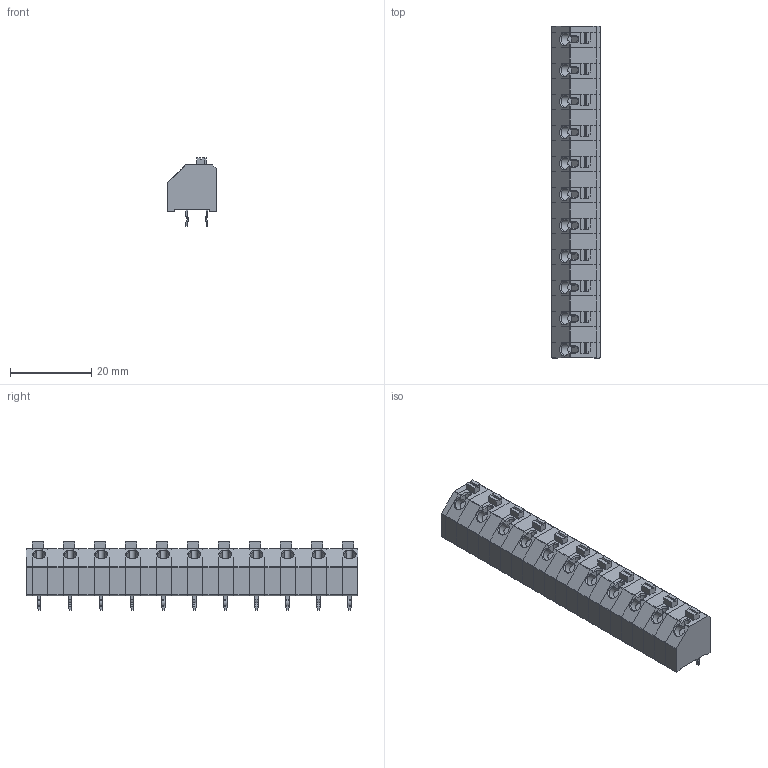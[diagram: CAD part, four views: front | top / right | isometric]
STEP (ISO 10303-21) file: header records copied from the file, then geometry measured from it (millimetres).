
FILE_DESCRIPTION(/* description */ ('Unknown'),/* implementation_level */ '2;1');
FILE_NAME(/* name */ '691412420011M',/* time_stamp */ '2017-03-23T12:31:31+01:00',/* author */ ('Unknown'),/* organization */ ('Unknown'),/* preprocessor_version */ 'ST-DEVELOPER v16.7',/* originating_system */ 'DEX',/* authorisation */ $);
FILE_SCHEMA (('AUTOMOTIVE_DESIGN {1 0 10303 214 3 1 1}'));
Length unit declared in the file: millimetre
Products named in the file (5): 6914124200xxM; MRT24P7.62V02_CNT4; MRT24P7.62V02_CNT3; MRT24P7.62V02_CNT5; MRT24P7.62V02_SX1
Assembly tree (22 placements, depth 2):
  6914124200xxM
    MRT24P7.62V02_CNT4  x6
    MRT24P7.62V02_CNT3  x10
    MRT24P7.62V02_CNT5  x5
    MRT24P7.62V02_SX1
Bounding box: 12 x 81.51 x 16.8 mm (x, y, z)
Volume: 9898.5 mm3; surface area: 9704.4 mm2
Topology: 22 solids, 22 shells, 992 faces, 2707 edges, 1787 vertices
Faces by surface type: plane 632, cylinder 333, cone 27
Entity records: 8304 total; most frequent: CARTESIAN_POINT 1210, DIRECTION 1198, ORIENTED_EDGE 1116, EDGE_CURVE 558, AXIS2_PLACEMENT_3D 412, LINE 374, VECTOR 374, VERTEX_POINT 372
